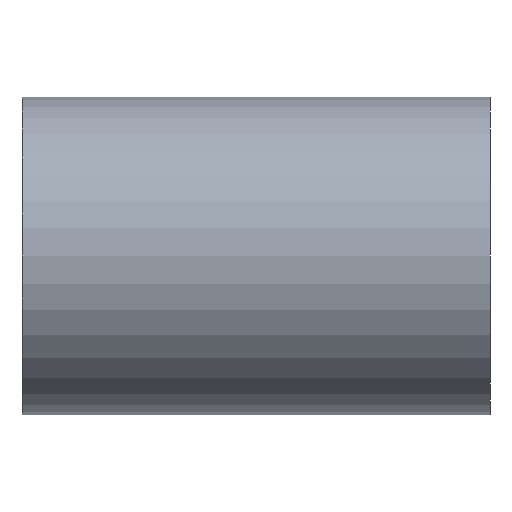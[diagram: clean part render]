
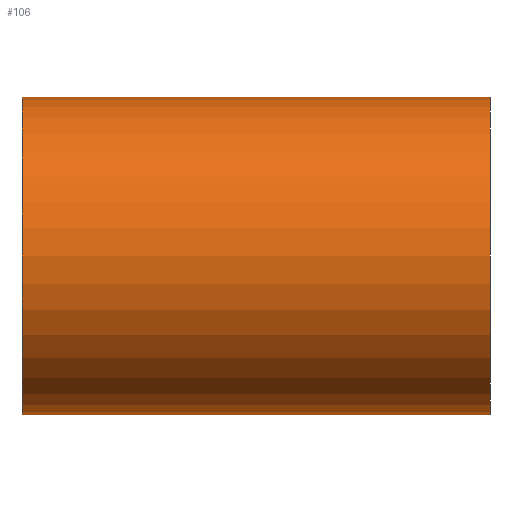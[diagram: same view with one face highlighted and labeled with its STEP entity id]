
A CAD part, left-side view. The second image highlights one B-rep face of the part: STEP entity #106.
In plain terms, the highlighted cylindrical face has radius 2.5 mm (diameter 5 mm), a partial arc.
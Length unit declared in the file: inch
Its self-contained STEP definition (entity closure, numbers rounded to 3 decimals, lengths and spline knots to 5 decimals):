
#5 = CYLINDRICAL_SURFACE ( 'NONE', #104, 0.09843 ) ;
#17 = AXIS2_PLACEMENT_3D ( 'NONE', #224, #29, #178 ) ;
#19 = VERTEX_POINT ( 'NONE', #141 ) ;
#29 = DIRECTION ( 'NONE',  ( 0., 1., 0. ) ) ;
#43 = ORIENTED_EDGE ( 'NONE', *, *, #179, .T. ) ;
#46 = DIRECTION ( 'NONE',  ( 0., -1., 0. ) ) ;
#52 = EDGE_CURVE ( 'NONE', #235, #209, #80, .T. ) ;
#58 = CIRCLE ( 'NONE', #210, 0.09843 ) ;
#71 = CARTESIAN_POINT ( 'NONE',  ( 0., 0., 0. ) ) ;
#72 = CARTESIAN_POINT ( 'NONE',  ( 0., 0.29, -0.09843 ) ) ;
#80 = LINE ( 'NONE', #159, #91 ) ;
#81 = ORIENTED_EDGE ( 'NONE', *, *, #52, .T. ) ;
#83 = ORIENTED_EDGE ( 'NONE', *, *, #206, .F. ) ;
#91 = VECTOR ( 'NONE', #135, 39.37008 ) ;
#95 = ORIENTED_EDGE ( 'NONE', *, *, #196, .F. ) ;
#104 = AXIS2_PLACEMENT_3D ( 'NONE', #138, #46, #119 ) ;
#106 = ADVANCED_FACE ( 'NONE', ( #172 ), #5, .T. ) ;
#119 = DIRECTION ( 'NONE',  ( 0., 0., -1. ) ) ;
#124 = CARTESIAN_POINT ( 'NONE',  ( 0., 0.29, 0.09843 ) ) ;
#135 = DIRECTION ( 'NONE',  ( 0., -1., 0. ) ) ;
#137 = CIRCLE ( 'NONE', #17, 0.09843 ) ;
#138 = CARTESIAN_POINT ( 'NONE',  ( 0., 0.29, 0. ) ) ;
#141 = CARTESIAN_POINT ( 'NONE',  ( 0., 0.29, 0.09843 ) ) ;
#143 = CARTESIAN_POINT ( 'NONE',  ( 0., 0., 0.09843 ) ) ;
#159 = CARTESIAN_POINT ( 'NONE',  ( 0., 0.29, -0.09843 ) ) ;
#164 = LINE ( 'NONE', #124, #195 ) ;
#166 = CARTESIAN_POINT ( 'NONE',  ( 0., 0., -0.09843 ) ) ;
#172 = FACE_OUTER_BOUND ( 'NONE', #207, .T. ) ;
#178 = DIRECTION ( 'NONE',  ( 0., 0., 1. ) ) ;
#179 = EDGE_CURVE ( 'NONE', #209, #221, #58, .T. ) ;
#183 = DIRECTION ( 'NONE',  ( 0., 1., 0. ) ) ;
#195 = VECTOR ( 'NONE', #227, 39.37008 ) ;
#196 = EDGE_CURVE ( 'NONE', #235, #19, #137, .T. ) ;
#199 = DIRECTION ( 'NONE',  ( 0., 0., 1. ) ) ;
#206 = EDGE_CURVE ( 'NONE', #19, #221, #164, .T. ) ;
#207 = EDGE_LOOP ( 'NONE', ( #83, #95, #81, #43 ) ) ;
#209 = VERTEX_POINT ( 'NONE', #166 ) ;
#210 = AXIS2_PLACEMENT_3D ( 'NONE', #71, #183, #199 ) ;
#221 = VERTEX_POINT ( 'NONE', #143 ) ;
#224 = CARTESIAN_POINT ( 'NONE',  ( 0., 0.29, 0. ) ) ;
#227 = DIRECTION ( 'NONE',  ( 0., -1., 0. ) ) ;
#235 = VERTEX_POINT ( 'NONE', #72 ) ;
